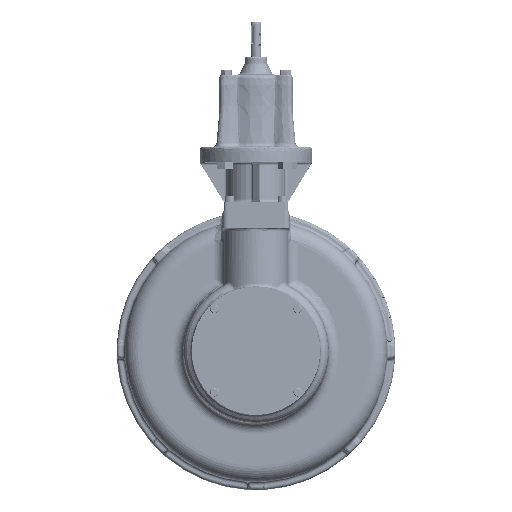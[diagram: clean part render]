
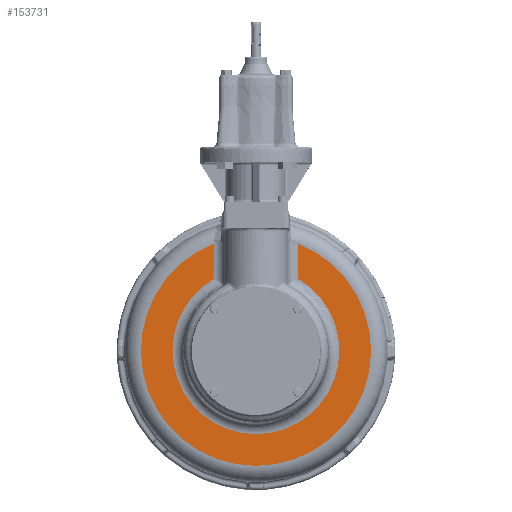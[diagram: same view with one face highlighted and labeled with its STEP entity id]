
A CAD part, top view. The second image highlights one B-rep face of the part: STEP entity #153731.
In plain terms, the highlighted planar face has unit normal (0, 0, 1).
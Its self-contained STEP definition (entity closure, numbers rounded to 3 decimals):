
#7626=LINE('',#246782,#17376);
#7627=LINE('',#246786,#17377);
#17376=VECTOR('',#190945,1000.);
#17377=VECTOR('',#190948,1000.);
#43202=ORIENTED_EDGE('',*,*,#84946,.T.);
#43203=ORIENTED_EDGE('',*,*,#85048,.T.);
#43204=ORIENTED_EDGE('',*,*,#85049,.T.);
#43205=ORIENTED_EDGE('',*,*,#85050,.T.);
#84946=EDGE_CURVE('',#107004,#107017,#120067,.T.);
#85048=EDGE_CURVE('',#107017,#107115,#7626,.F.);
#85049=EDGE_CURVE('',#107115,#107116,#120148,.F.);
#85050=EDGE_CURVE('',#107116,#107004,#7627,.T.);
#107004=VERTEX_POINT('',#246329);
#107017=VERTEX_POINT('',#246409);
#107115=VERTEX_POINT('',#246783);
#107116=VERTEX_POINT('',#246785);
#120067=CIRCLE('',#164877,155.789);
#120148=CIRCLE('',#164986,215.);
#130076=EDGE_LOOP('',(#43202,#43203,#43204,#43205));
#140030=FACE_BOUND('',#130076,.T.);
#148424=PLANE('',#164985);
#153731=ADVANCED_FACE('',(#140030),#148424,.F.);
#164877=AXIS2_PLACEMENT_3D('',#246408,#190727,#190728);
#164985=AXIS2_PLACEMENT_3D('',#246781,#190943,#190944);
#164986=AXIS2_PLACEMENT_3D('',#246784,#190946,#190947);
#190727=DIRECTION('',(0.,0.,-1.));
#190728=DIRECTION('',(1.,0.,0.));
#190943=DIRECTION('',(0.,0.,-1.));
#190944=DIRECTION('',(1.,0.,0.));
#190945=DIRECTION('',(0.,-1.,0.));
#190946=DIRECTION('',(0.,0.,-1.));
#190947=DIRECTION('',(1.,0.,0.));
#190948=DIRECTION('',(0.,-1.,0.));
#246329=CARTESIAN_POINT('',(79.26,134.12,-3.3));
#246408=CARTESIAN_POINT('',(0.,0.,
-3.3));
#246409=CARTESIAN_POINT('',(-79.26,134.12,-3.3));
#246781=CARTESIAN_POINT('',(0.,0.,
-3.3));
#246782=CARTESIAN_POINT('',(-79.26,206.165,-3.3));
#246783=CARTESIAN_POINT('',(-79.26,199.857,-3.3));
#246784=CARTESIAN_POINT('',(0.,0.,
-3.3));
#246785=CARTESIAN_POINT('',(79.26,199.857,-3.3));
#246786=CARTESIAN_POINT('',(79.26,122.084,-3.3));
